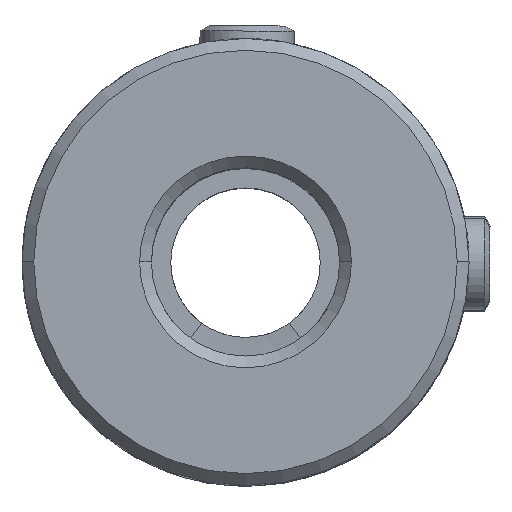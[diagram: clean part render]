
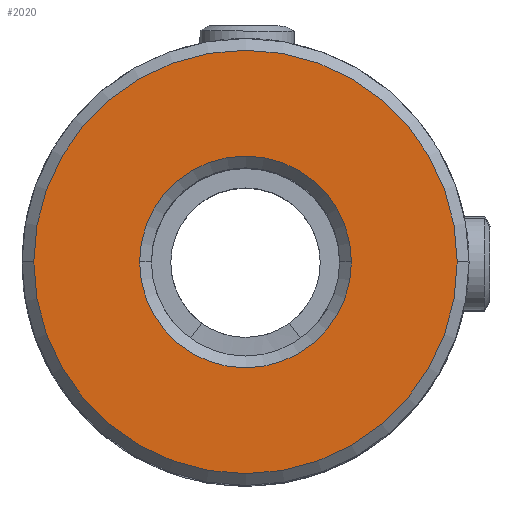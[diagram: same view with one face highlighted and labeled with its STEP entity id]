
A CAD part, top view. The second image highlights one B-rep face of the part: STEP entity #2020.
In plain terms, the highlighted planar face has unit normal (0, 0, 1).
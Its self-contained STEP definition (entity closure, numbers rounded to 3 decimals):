
#33 = CIRCLE ( 'NONE', #2375, 9. ) ;
#82 = DIRECTION ( 'NONE',  ( 0., 0., 1. ) ) ;
#128 = EDGE_CURVE ( 'NONE', #1952, #806, #1078, .T. ) ;
#321 = CIRCLE ( 'NONE', #2417, 4.5 ) ;
#402 = CARTESIAN_POINT ( 'NONE',  ( 4.5, 0., 12.5 ) ) ;
#608 = DIRECTION ( 'NONE',  ( 0., 0., -1. ) ) ;
#806 = VERTEX_POINT ( 'NONE', #2619 ) ;
#1078 = CIRCLE ( 'NONE', #2065, 4.5 ) ;
#1285 = DIRECTION ( 'NONE',  ( 1., 0., 0. ) ) ;
#1366 = FACE_OUTER_BOUND ( 'NONE', #2977, .T. ) ;
#1473 = VERTEX_POINT ( 'NONE', #3055 ) ;
#1510 = ORIENTED_EDGE ( 'NONE', *, *, #1768, .T. ) ;
#1526 = DIRECTION ( 'NONE',  ( 0., 0., -1. ) ) ;
#1545 = DIRECTION ( 'NONE',  ( 0., 0., 1. ) ) ;
#1573 = EDGE_CURVE ( 'NONE', #1473, #2765, #2938, .T. ) ;
#1757 = CARTESIAN_POINT ( 'NONE',  ( 0., 0., 12.5 ) ) ;
#1768 = EDGE_CURVE ( 'NONE', #806, #1952, #321, .T. ) ;
#1788 = AXIS2_PLACEMENT_3D ( 'NONE', #2099, #2947, #1285 ) ;
#1952 = VERTEX_POINT ( 'NONE', #402 ) ;
#2011 = FACE_BOUND ( 'NONE', #2954, .T. ) ;
#2020 = ADVANCED_FACE ( 'NONE', ( #2011, #1366 ), #2677, .T. ) ;
#2031 = DIRECTION ( 'NONE',  ( 1., 0., 0. ) ) ;
#2065 = AXIS2_PLACEMENT_3D ( 'NONE', #3219, #1526, #3492 ) ;
#2099 = CARTESIAN_POINT ( 'NONE',  ( 0., 0., 12.5 ) ) ;
#2268 = CARTESIAN_POINT ( 'NONE',  ( 0., 0., 12.5 ) ) ;
#2340 = ORIENTED_EDGE ( 'NONE', *, *, #1573, .T. ) ;
#2375 = AXIS2_PLACEMENT_3D ( 'NONE', #3243, #1545, #3517 ) ;
#2417 = AXIS2_PLACEMENT_3D ( 'NONE', #2268, #608, #2565 ) ;
#2429 = ORIENTED_EDGE ( 'NONE', *, *, #3468, .T. ) ;
#2453 = CARTESIAN_POINT ( 'NONE',  ( 9., 0., 12.5 ) ) ;
#2565 = DIRECTION ( 'NONE',  ( 1., 0., 0. ) ) ;
#2619 = CARTESIAN_POINT ( 'NONE',  ( -4.5, 0., 12.5 ) ) ;
#2677 = PLANE ( 'NONE',  #1788 ) ;
#2765 = VERTEX_POINT ( 'NONE', #2453 ) ;
#2938 = CIRCLE ( 'NONE', #3051, 9. ) ;
#2947 = DIRECTION ( 'NONE',  ( 0., 0., 1. ) ) ;
#2954 = EDGE_LOOP ( 'NONE', ( #3111, #1510 ) ) ;
#2977 = EDGE_LOOP ( 'NONE', ( #2340, #2429 ) ) ;
#3051 = AXIS2_PLACEMENT_3D ( 'NONE', #1757, #82, #2031 ) ;
#3055 = CARTESIAN_POINT ( 'NONE',  ( -9., 0., 12.5 ) ) ;
#3111 = ORIENTED_EDGE ( 'NONE', *, *, #128, .T. ) ;
#3219 = CARTESIAN_POINT ( 'NONE',  ( 0., 0., 12.5 ) ) ;
#3243 = CARTESIAN_POINT ( 'NONE',  ( 0., 0., 12.5 ) ) ;
#3468 = EDGE_CURVE ( 'NONE', #2765, #1473, #33, .T. ) ;
#3492 = DIRECTION ( 'NONE',  ( 1., 0., 0. ) ) ;
#3517 = DIRECTION ( 'NONE',  ( 1., 0., 0. ) ) ;
